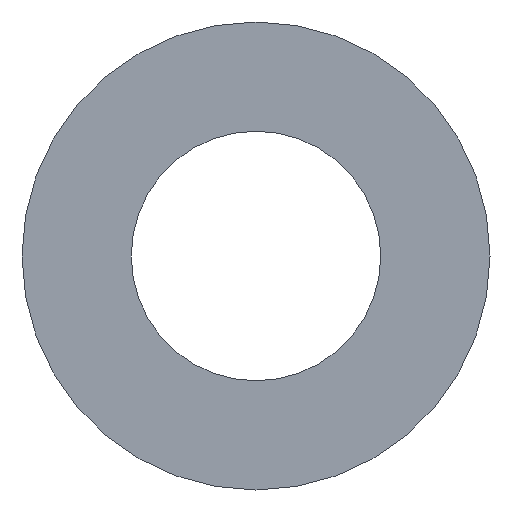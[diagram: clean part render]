
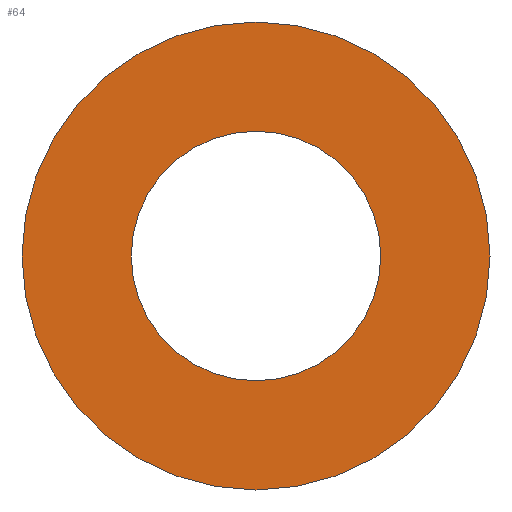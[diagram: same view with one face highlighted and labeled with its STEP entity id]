
A CAD part, left-side view. The second image highlights one B-rep face of the part: STEP entity #64.
In plain terms, the highlighted planar face has unit normal (-1, 0, 0).
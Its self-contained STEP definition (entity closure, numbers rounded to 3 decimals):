
#16=FACE_BOUND('',#28,.T.);
#18=PLANE('',#92);
#22=FACE_OUTER_BOUND('',#27,.T.);
#27=EDGE_LOOP('',(#57));
#28=EDGE_LOOP('',(#58));
#33=CIRCLE('',#86,1.6);
#36=CIRCLE('',#90,3.);
#37=VERTEX_POINT('',#115);
#40=VERTEX_POINT('',#123);
#41=EDGE_CURVE('',#37,#37,#33,.T.);
#46=EDGE_CURVE('',#40,#40,#36,.T.);
#57=ORIENTED_EDGE('',*,*,#46,.T.);
#58=ORIENTED_EDGE('',*,*,#41,.T.);
#64=ADVANCED_FACE('',(#22,#16),#18,.T.);
#86=AXIS2_PLACEMENT_3D('',#116,#97,#98);
#90=AXIS2_PLACEMENT_3D('',#125,#107,#108);
#92=AXIS2_PLACEMENT_3D('',#127,#111,#112);
#97=DIRECTION('center_axis',(1.,0.,0.));
#98=DIRECTION('ref_axis',(0.,-1.,0.));
#107=DIRECTION('center_axis',(-1.,0.,0.));
#108=DIRECTION('ref_axis',(0.,-1.,0.));
#111=DIRECTION('center_axis',(-1.,0.,0.));
#112=DIRECTION('ref_axis',(0.,0.,1.));
#115=CARTESIAN_POINT('',(0.,1.6,0.));
#116=CARTESIAN_POINT('Origin',(0.,0.,0.));
#123=CARTESIAN_POINT('',(0.,3.,0.));
#125=CARTESIAN_POINT('Origin',(0.,0.,0.));
#127=CARTESIAN_POINT('Origin',(0.,0.,0.));
